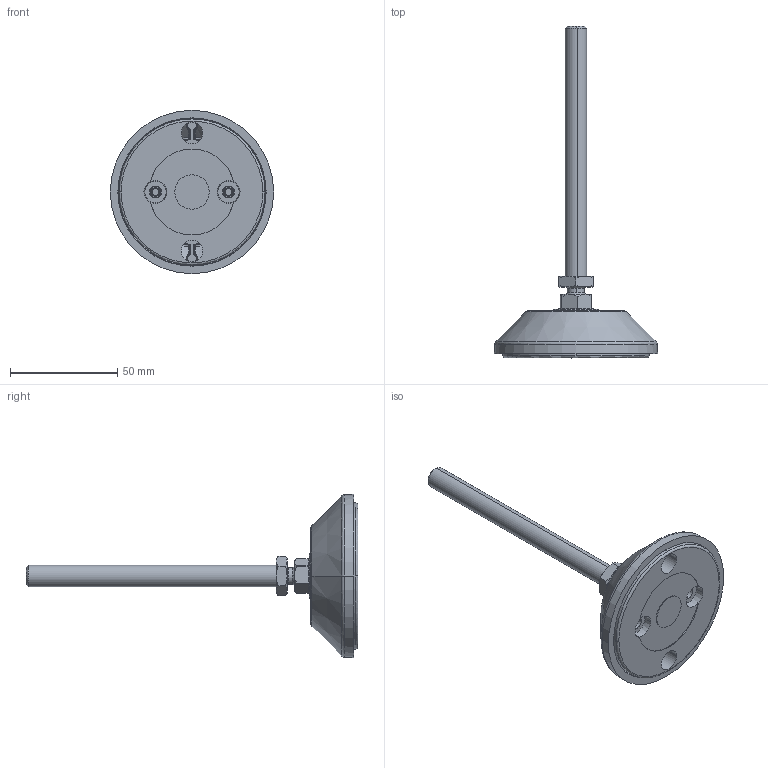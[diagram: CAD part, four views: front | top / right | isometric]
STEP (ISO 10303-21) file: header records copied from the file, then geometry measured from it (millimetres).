
FILE_DESCRIPTION (( 'STEP AP203' ), '1' );
FILE_NAME ('A60.16.80.10 Trapezoid feet 80 - M10 x 125.STEP', '2018-09-28T13:33:07', ( '' ), ( '' ), 'SwSTEP 2.0', 'SolidWorks 2015', '' );
FILE_SCHEMA (( 'CONFIG_CONTROL_DESIGN' ));
Products named in the file (2): A60.16.80.10 Trapezoid feet 80 - M10 x 125
Bounding box: 76 x 154.5 x 76 mm (x, y, z)
Volume: 65644.9 mm3; surface area: 37133.9 mm2
Topology: 5 solids, 5 shells, 1271 faces, 3012 edges, 1734 vertices
Faces by surface type: bspline 842, cone 160, cylinder 148, plane 121
Entity records: 53831 total; most frequent: CARTESIAN_POINT 30351, ORIENTED_EDGE 5968, DIRECTION 3511, EDGE_CURVE 2984, VERTEX_POINT 1734, AXIS2_PLACEMENT_3D 1494, EDGE_LOOP 1296, FACE_OUTER_BOUND 1271
